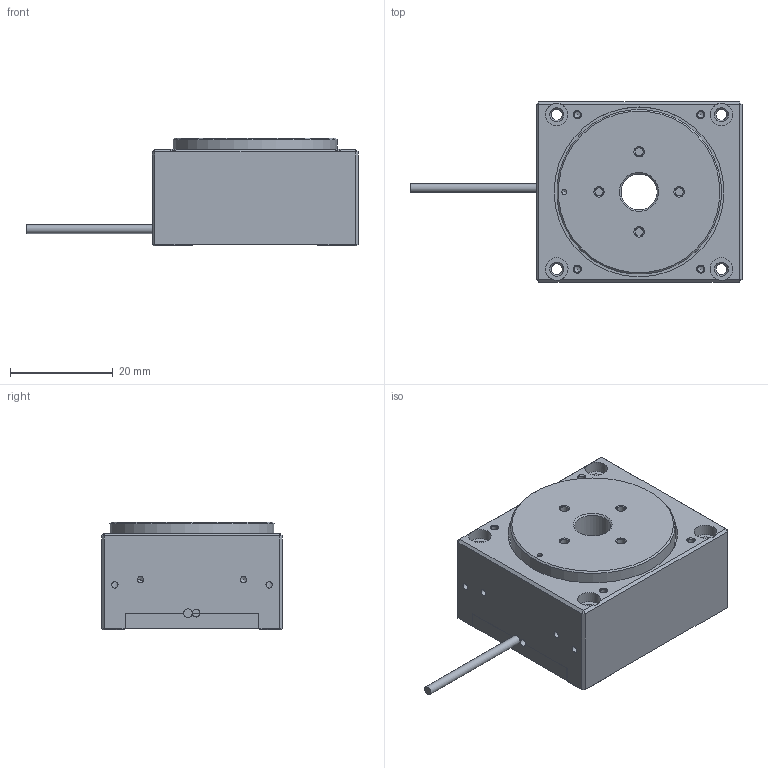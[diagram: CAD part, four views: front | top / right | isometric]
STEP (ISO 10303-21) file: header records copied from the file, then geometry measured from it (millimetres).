
FILE_DESCRIPTION(/* description */ (''),/* implementation_level */ '2;1');
FILE_NAME(/* name */ 'Assy_1001_030_000_O1.stp',/* time_stamp */ '2024-09-03T16:26:13+02:00',/* author */ (''),/* organization */ (''),/* preprocessor_version */ 'ST-DEVELOPER v16',/* originating_system */ 'SIEMENS PLM Software NX 10.0',/* authorisation */ '');
FILE_SCHEMA (('AUTOMOTIVE_DESIGN { 1 0 10303 214 3 1 1 1 }'));
Length unit declared in the file: millimetre
Products named in the file (7): Kabel; Bout_M1_6_L6; Bout_M1_6_L8; Bodem_1001_030_004_E; Rotor_1001_030_002_E; Body_1001_030_000_I2; Assy_1001_030_000_O1
Assembly tree (9 placements, depth 2):
  Assy_1001_030_000_O1
    Body_1001_030_000_I2
    Rotor_1001_030_002_E
    Bodem_1001_030_004_E
    Bout_M1_6_L8  x2
    Bout_M1_6_L6  x3
    Kabel
Bounding box: 64.5 x 35 x 20.95 mm (x, y, z)
Volume: 24568.5 mm3; surface area: 13114.7 mm2
Topology: 9 solids, 9 shells, 299 faces, 715 edges, 449 vertices
Faces by surface type: plane 138, cylinder 99, cone 42, bspline 15, torus 5
Full cylindrical faces by diameter (mm): 1 x1, 1.25 x13, 1.6 x4, 1.7 x1, 1.8 x3, 2.135 x4, 3 x5, 3.5 x3, 4.4 x4, 7 x1, 11 x1, 13.5 x2, 18 x1, 32 x1, 33 x1
Entity records: 17158 total; most frequent: CARTESIAN_POINT 12144, DIRECTION 1014, ORIENTED_EDGE 848, EDGE_CURVE 424, AXIS2_PLACEMENT_3D 392, EDGE_LOOP 358, VERTEX_POINT 314, FACE_BOUND 251
